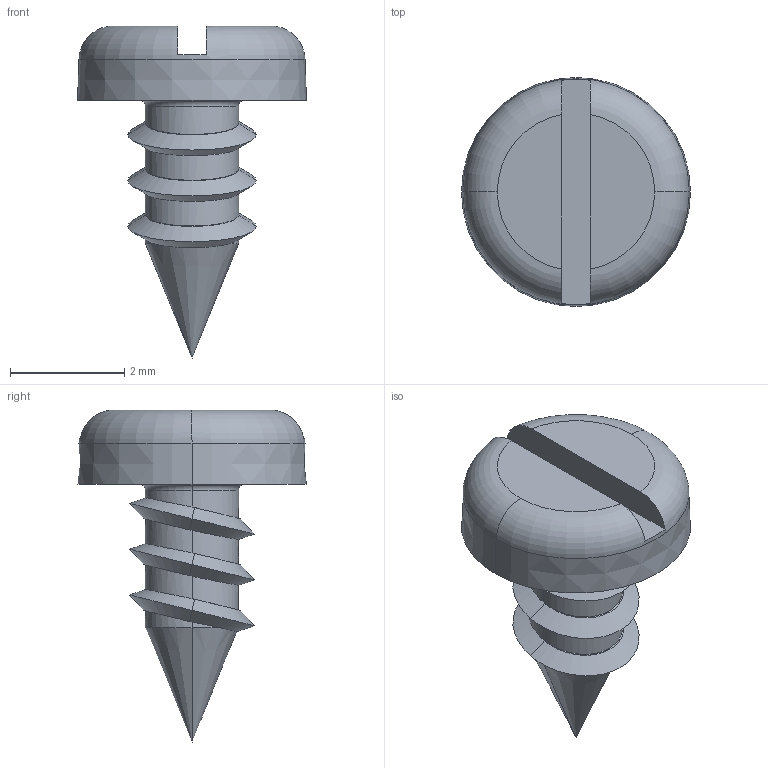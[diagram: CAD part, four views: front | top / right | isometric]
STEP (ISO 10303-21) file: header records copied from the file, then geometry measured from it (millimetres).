
FILE_DESCRIPTION (( 'STEP AP214' ), '1' );
FILE_NAME ('screw_iso_1481-st_2_2x4_5-c.STEP', '2019-06-11T17:52:48', ( 'Information Systems' ), ( 'Toyota Motor Manufacturing Canada, Inc.' ), 'SwSTEP 2.0', 'SolidWorks 2018', '' );
FILE_SCHEMA (( 'AUTOMOTIVE_DESIGN' ));
Length unit declared in the file: millimetre
Products named in the file (1): screw_iso_1481-st_2_2x4_5-c
Bounding box: 4 x 4 x 5.8 mm (x, y, z)
Volume: 21.9 mm3; surface area: 64 mm2
Topology: 1 solids, 1 shells, 41 faces, 105 edges, 65 vertices
Faces by surface type: cone 16, plane 12, cylinder 9, torus 4
Entity records: 1367 total; most frequent: CARTESIAN_POINT 375, ORIENTED_EDGE 206, DIRECTION 202, EDGE_CURVE 103, AXIS2_PLACEMENT_3D 87, VERTEX_POINT 65, CIRCLE 45, EDGE_LOOP 42
